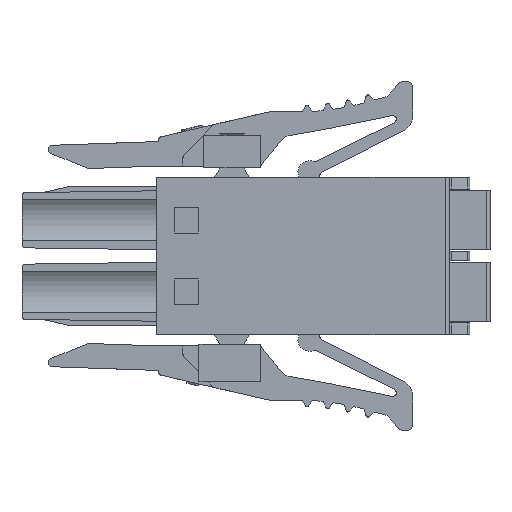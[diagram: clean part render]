
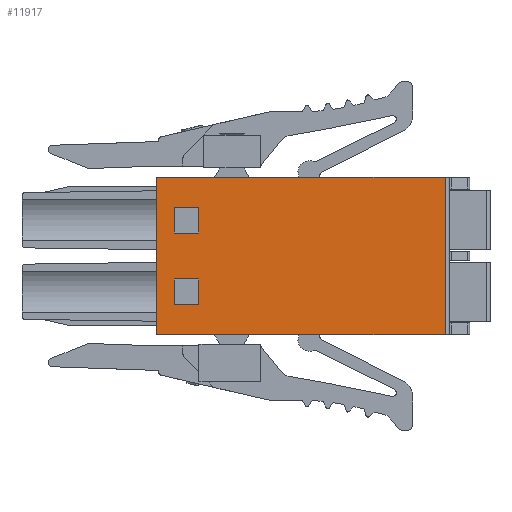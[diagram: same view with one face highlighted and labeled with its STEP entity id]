
A CAD part, front view. The second image highlights one B-rep face of the part: STEP entity #11917.
In plain terms, the highlighted planar face has unit normal (0, -1, 0).
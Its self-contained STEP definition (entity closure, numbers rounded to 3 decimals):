
#1353=DIRECTION('',(1.,0.,0.));
#1354=VECTOR('',#1353,14.1);
#1355=CARTESIAN_POINT('',(19.956,16.588,8.575));
#1356=LINE('',#1355,#1354);
#2815=DIRECTION('',(-1.,0.,0.));
#2816=VECTOR('',#2815,14.1);
#2817=CARTESIAN_POINT('',(34.056,16.588,16.275));
#2818=LINE('',#2817,#2816);
#3542=DIRECTION('',(0.,0.,-1.));
#3543=VECTOR('',#3542,7.7);
#3544=CARTESIAN_POINT('',(34.056,16.588,16.275));
#3545=LINE('',#3544,#3543);
#3546=DIRECTION('',(0.,0.,1.));
#3547=VECTOR('',#3546,7.7);
#3548=CARTESIAN_POINT('',(19.956,16.588,8.575));
#3549=LINE('',#3548,#3547);
#3558=DIRECTION('',(0.,0.,1.));
#3559=VECTOR('',#3558,1.25);
#3560=CARTESIAN_POINT('',(20.806,16.588,10.05));
#3561=LINE('',#3560,#3559);
#3570=DIRECTION('',(1.,0.,0.));
#3571=VECTOR('',#3570,1.2);
#3572=CARTESIAN_POINT('',(20.806,16.588,11.3));
#3573=LINE('',#3572,#3571);
#3582=DIRECTION('',(0.,0.,-1.));
#3583=VECTOR('',#3582,1.25);
#3584=CARTESIAN_POINT('',(22.006,16.588,11.3));
#3585=LINE('',#3584,#3583);
#3594=DIRECTION('',(-1.,0.,0.));
#3595=VECTOR('',#3594,1.2);
#3596=CARTESIAN_POINT('',(22.006,16.588,10.05));
#3597=LINE('',#3596,#3595);
#3606=DIRECTION('',(0.,0.,1.));
#3607=VECTOR('',#3606,1.25);
#3608=CARTESIAN_POINT('',(20.806,16.588,13.55));
#3609=LINE('',#3608,#3607);
#3618=DIRECTION('',(1.,0.,0.));
#3619=VECTOR('',#3618,1.2);
#3620=CARTESIAN_POINT('',(20.806,16.588,14.8));
#3621=LINE('',#3620,#3619);
#3630=DIRECTION('',(0.,0.,-1.));
#3631=VECTOR('',#3630,1.25);
#3632=CARTESIAN_POINT('',(22.006,16.588,14.8));
#3633=LINE('',#3632,#3631);
#3642=DIRECTION('',(-1.,0.,0.));
#3643=VECTOR('',#3642,1.2);
#3644=CARTESIAN_POINT('',(22.006,16.588,13.55));
#3645=LINE('',#3644,#3643);
#5809=CARTESIAN_POINT('',(34.056,16.588,16.275));
#5811=VERTEX_POINT('',#5809);
#5812=CARTESIAN_POINT('',(19.956,16.588,8.575));
#5813=CARTESIAN_POINT('',(19.956,16.588,16.275));
#5814=VERTEX_POINT('',#5812);
#5815=VERTEX_POINT('',#5813);
#5816=CARTESIAN_POINT('',(34.056,16.588,8.575));
#5817=VERTEX_POINT('',#5816);
#5818=CARTESIAN_POINT('',(20.806,16.588,10.05));
#5819=CARTESIAN_POINT('',(20.806,16.588,11.3));
#5820=VERTEX_POINT('',#5818);
#5821=VERTEX_POINT('',#5819);
#5822=CARTESIAN_POINT('',(22.006,16.588,10.05));
#5823=VERTEX_POINT('',#5822);
#5824=CARTESIAN_POINT('',(22.006,16.588,11.3));
#5825=VERTEX_POINT('',#5824);
#5826=CARTESIAN_POINT('',(20.806,16.588,13.55));
#5827=CARTESIAN_POINT('',(20.806,16.588,14.8));
#5828=VERTEX_POINT('',#5826);
#5829=VERTEX_POINT('',#5827);
#5830=CARTESIAN_POINT('',(22.006,16.588,13.55));
#5831=VERTEX_POINT('',#5830);
#5832=CARTESIAN_POINT('',(22.006,16.588,14.8));
#5833=VERTEX_POINT('',#5832);
#11885=CARTESIAN_POINT('',(34.056,16.588,21.667));
#11886=DIRECTION('',(0.,1.,0.));
#11887=DIRECTION('',(-1.,0.,0.));
#11888=AXIS2_PLACEMENT_3D('',#11885,#11886,#11887);
#11889=PLANE('',#11888);
#11890=ORIENTED_EDGE('',*,*,#8959,.T.);
#11891=ORIENTED_EDGE('',*,*,#8978,.F.);
#11893=ORIENTED_EDGE('',*,*,#11892,.T.);
#11894=ORIENTED_EDGE('',*,*,#10891,.F.);
#11895=EDGE_LOOP('',(#11890,#11891,#11893,#11894));
#11896=FACE_OUTER_BOUND('',#11895,.F.);
#11898=ORIENTED_EDGE('',*,*,#11897,.F.);
#11900=ORIENTED_EDGE('',*,*,#11899,.F.);
#11902=ORIENTED_EDGE('',*,*,#11901,.F.);
#11904=ORIENTED_EDGE('',*,*,#11903,.F.);
#11905=EDGE_LOOP('',(#11898,#11900,#11902,#11904));
#11906=FACE_BOUND('',#11905,.F.);
#11908=ORIENTED_EDGE('',*,*,#11907,.F.);
#11910=ORIENTED_EDGE('',*,*,#11909,.F.);
#11912=ORIENTED_EDGE('',*,*,#11911,.F.);
#11914=ORIENTED_EDGE('',*,*,#11913,.F.);
#11915=EDGE_LOOP('',(#11908,#11910,#11912,#11914));
#11916=FACE_BOUND('',#11915,.F.);
#8959=EDGE_CURVE('',#5811,#5817,#3545,.T.);
#8978=EDGE_CURVE('',#5814,#5817,#1356,.T.);
#10891=EDGE_CURVE('',#5811,#5815,#2818,.T.);
#11892=EDGE_CURVE('',#5814,#5815,#3549,.T.);
#11897=EDGE_CURVE('',#5828,#5829,#3609,.T.);
#11899=EDGE_CURVE('',#5831,#5828,#3645,.T.);
#11901=EDGE_CURVE('',#5833,#5831,#3633,.T.);
#11903=EDGE_CURVE('',#5829,#5833,#3621,.T.);
#11907=EDGE_CURVE('',#5820,#5821,#3561,.T.);
#11909=EDGE_CURVE('',#5823,#5820,#3597,.T.);
#11911=EDGE_CURVE('',#5825,#5823,#3585,.T.);
#11913=EDGE_CURVE('',#5821,#5825,#3573,.T.);
#11917=ADVANCED_FACE('',(#11896,#11906,#11916),#11889,.F.);
